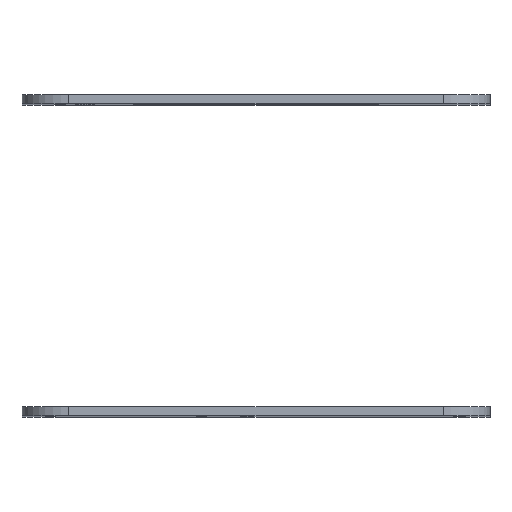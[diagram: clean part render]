
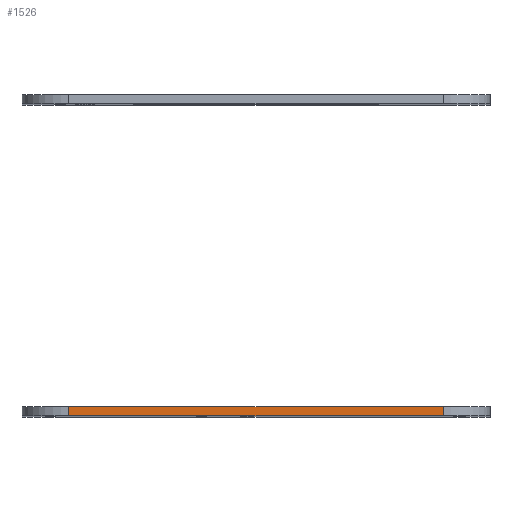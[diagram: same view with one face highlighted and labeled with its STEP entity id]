
A CAD part, top view. The second image highlights one B-rep face of the part: STEP entity #1526.
In plain terms, the highlighted planar face has unit normal (0, 0, 1).
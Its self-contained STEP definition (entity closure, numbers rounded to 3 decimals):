
#95=PLANE('',#1658);
#142=FACE_OUTER_BOUND('',#217,.T.);
#217=EDGE_LOOP('',(#1120,#1121,#1122,#1123));
#372=LINE('',#2370,#487);
#373=LINE('',#2373,#488);
#374=LINE('',#2375,#489);
#375=LINE('',#2376,#490);
#487=VECTOR('',#1925,10.);
#488=VECTOR('',#1928,10.);
#489=VECTOR('',#1929,10.);
#490=VECTOR('',#1930,10.);
#719=VERTEX_POINT('',#2366);
#720=VERTEX_POINT('',#2368);
#721=VERTEX_POINT('',#2372);
#722=VERTEX_POINT('',#2374);
#884=EDGE_CURVE('',#719,#720,#372,.T.);
#885=EDGE_CURVE('',#721,#719,#373,.T.);
#886=EDGE_CURVE('',#722,#720,#374,.T.);
#887=EDGE_CURVE('',#721,#722,#375,.T.);
#1120=ORIENTED_EDGE('',*,*,#885,.T.);
#1121=ORIENTED_EDGE('',*,*,#884,.T.);
#1122=ORIENTED_EDGE('',*,*,#886,.F.);
#1123=ORIENTED_EDGE('',*,*,#887,.F.);
#1526=ADVANCED_FACE('',(#142),#95,.T.);
#1658=AXIS2_PLACEMENT_3D('',#2371,#1926,#1927);
#1925=DIRECTION('',(0.,1.,0.));
#1926=DIRECTION('center_axis',(0.,0.,1.));
#1927=DIRECTION('ref_axis',(1.,0.,0.));
#1928=DIRECTION('',(1.,0.,0.));
#1929=DIRECTION('',(1.,0.,0.));
#1930=DIRECTION('',(0.,1.,0.));
#2366=CARTESIAN_POINT('',(60.,0.,150.));
#2368=CARTESIAN_POINT('',(60.,3.,150.));
#2370=CARTESIAN_POINT('',(60.,0.,150.));
#2371=CARTESIAN_POINT('Origin',(-60.,0.,150.));
#2372=CARTESIAN_POINT('',(-60.,0.,150.));
#2373=CARTESIAN_POINT('',(-60.,0.,150.));
#2374=CARTESIAN_POINT('',(-60.,3.,150.));
#2375=CARTESIAN_POINT('',(-60.,3.,150.));
#2376=CARTESIAN_POINT('',(-60.,0.,150.));
